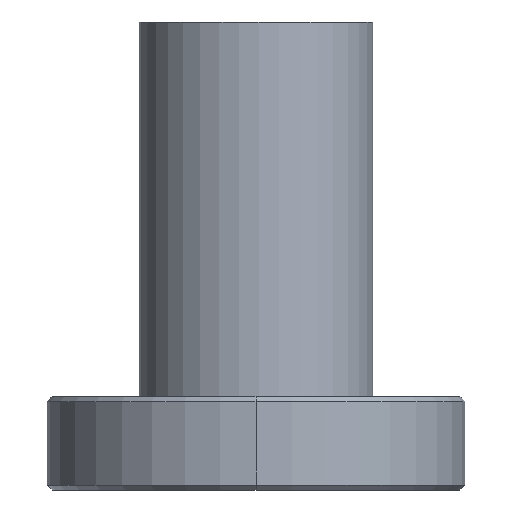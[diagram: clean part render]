
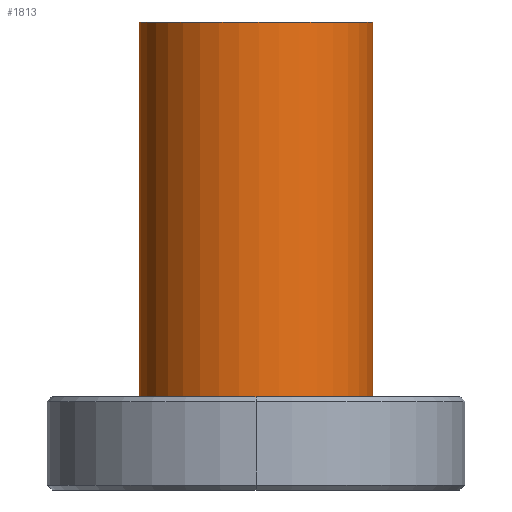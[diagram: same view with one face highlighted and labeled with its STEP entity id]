
A CAD part, front view. The second image highlights one B-rep face of the part: STEP entity #1813.
In plain terms, the highlighted cylindrical face has radius 9.525 mm (diameter 19.05 mm), a partial arc.
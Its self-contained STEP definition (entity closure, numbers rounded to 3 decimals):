
#75 = VERTEX_POINT ( 'NONE', #1179 ) ;
#104 = DIRECTION ( 'NONE',  ( 0., 0., 1. ) ) ;
#209 = VECTOR ( 'NONE', #795, 1000. ) ;
#263 = AXIS2_PLACEMENT_3D ( 'NONE', #1559, #675, #1693 ) ;
#314 = DIRECTION ( 'NONE',  ( 0., 0., 1. ) ) ;
#358 = AXIS2_PLACEMENT_3D ( 'NONE', #1160, #314, #1316 ) ;
#383 = CYLINDRICAL_SURFACE ( 'NONE', #734, 9.525 ) ;
#419 = CARTESIAN_POINT ( 'NONE',  ( 9.525, 0., 0. ) ) ;
#450 = CARTESIAN_POINT ( 'NONE',  ( 0., 0., -33.4 ) ) ;
#508 = ORIENTED_EDGE ( 'NONE', *, *, #1196, .T. ) ;
#593 = DIRECTION ( 'NONE',  ( 0., 0., 1. ) ) ;
#596 = LINE ( 'NONE', #655, #209 ) ;
#655 = CARTESIAN_POINT ( 'NONE',  ( -9.525, 0., -33.4 ) ) ;
#675 = DIRECTION ( 'NONE',  ( 0., 0., 1. ) ) ;
#691 = EDGE_CURVE ( 'NONE', #1450, #1123, #596, .T. ) ;
#734 = AXIS2_PLACEMENT_3D ( 'NONE', #450, #593, #870 ) ;
#761 = CIRCLE ( 'NONE', #358, 9.525 ) ;
#785 = CIRCLE ( 'NONE', #263, 9.525 ) ;
#795 = DIRECTION ( 'NONE',  ( 0., 0., 1. ) ) ;
#819 = EDGE_CURVE ( 'NONE', #75, #1703, #1863, .T. ) ;
#870 = DIRECTION ( 'NONE',  ( 1., 0., 0. ) ) ;
#877 = CARTESIAN_POINT ( 'NONE',  ( -9.525, 0., 0. ) ) ;
#1123 = VERTEX_POINT ( 'NONE', #877 ) ;
#1160 = CARTESIAN_POINT ( 'NONE',  ( 0., 0., 0. ) ) ;
#1179 = CARTESIAN_POINT ( 'NONE',  ( 9.525, 0., -33.4 ) ) ;
#1196 = EDGE_CURVE ( 'NONE', #1450, #75, #785, .T. ) ;
#1250 = CARTESIAN_POINT ( 'NONE',  ( 9.525, 0., -33.4 ) ) ;
#1316 = DIRECTION ( 'NONE',  ( 1., 0., 0. ) ) ;
#1450 = VERTEX_POINT ( 'NONE', #1471 ) ;
#1471 = CARTESIAN_POINT ( 'NONE',  ( -9.525, 0., -33.4 ) ) ;
#1490 = VECTOR ( 'NONE', #104, 1000. ) ;
#1506 = FACE_OUTER_BOUND ( 'NONE', #1666, .T. ) ;
#1559 = CARTESIAN_POINT ( 'NONE',  ( 0., 0., -33.4 ) ) ;
#1666 = EDGE_LOOP ( 'NONE', ( #1701, #508, #1737, #1816 ) ) ;
#1693 = DIRECTION ( 'NONE',  ( 1., 0., 0. ) ) ;
#1701 = ORIENTED_EDGE ( 'NONE', *, *, #691, .F. ) ;
#1703 = VERTEX_POINT ( 'NONE', #419 ) ;
#1737 = ORIENTED_EDGE ( 'NONE', *, *, #819, .T. ) ;
#1805 = EDGE_CURVE ( 'NONE', #1123, #1703, #761, .T. ) ;
#1813 = ADVANCED_FACE ( 'NONE', ( #1506 ), #383, .T. ) ;
#1816 = ORIENTED_EDGE ( 'NONE', *, *, #1805, .F. ) ;
#1863 = LINE ( 'NONE', #1250, #1490 ) ;
